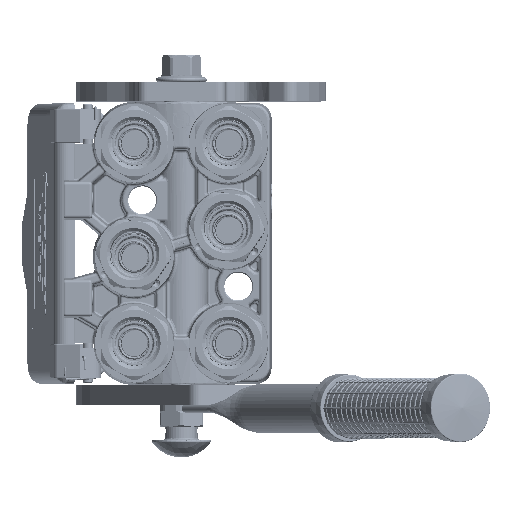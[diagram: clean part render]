
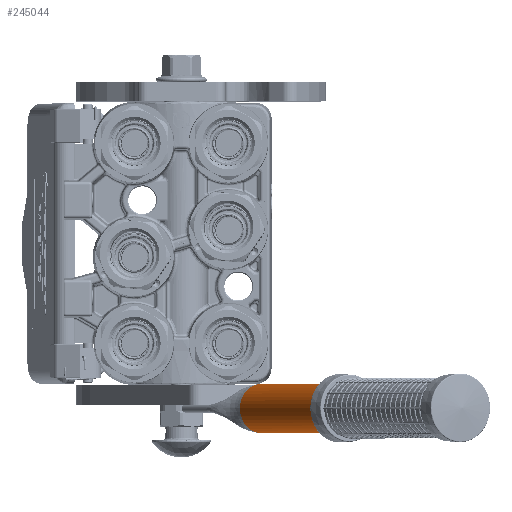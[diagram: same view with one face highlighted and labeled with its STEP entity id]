
A CAD part, top view. The second image highlights one B-rep face of the part: STEP entity #245044.
In plain terms, the highlighted cylindrical face has radius 12.5 mm (diameter 25 mm), a partial arc.
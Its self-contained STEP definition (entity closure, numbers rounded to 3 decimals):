
#1257 = CIRCLE ( 'NONE', #176826, 12.5 ) ;
#1920 = CARTESIAN_POINT ( 'NONE',  ( 12.499, 0.235, 0.221 ) ) ;
#3578 = DIRECTION ( 'NONE',  ( 1., 0., 0. ) ) ;
#5211 = EDGE_CURVE ( 'NONE', #167988, #43253, #184839, .T. ) ;
#8342 = EDGE_CURVE ( 'NONE', #246693, #86681, #155594, .T. ) ;
#13811 = CYLINDRICAL_SURFACE ( 'NONE', #248256, 12.5 ) ;
#16782 = CARTESIAN_POINT ( 'NONE',  ( -12.426, 0., 1.36 ) ) ;
#23794 = CARTESIAN_POINT ( 'NONE',  ( 0., 0., 0. ) ) ;
#24837 = EDGE_CURVE ( 'NONE', #66555, #127884, #258422, .T. ) ;
#30779 = DIRECTION ( 'NONE',  ( 0., 1., 0. ) ) ;
#34520 = ORIENTED_EDGE ( 'NONE', *, *, #147259, .T. ) ;
#38614 = CARTESIAN_POINT ( 'NONE',  ( -12.441, 0.049, 1.219 ) ) ;
#39621 = CARTESIAN_POINT ( 'NONE',  ( 12.482, 0.18, 0.676 ) ) ;
#41322 = CARTESIAN_POINT ( 'NONE',  ( 12.481, 0.178, 0.683 ) ) ;
#43253 = VERTEX_POINT ( 'NONE', #66001 ) ;
#45087 = EDGE_LOOP ( 'NONE', ( #245344, #69363, #133450, #253955, #175435, #34520, #72489 ) ) ;
#50030 = DIRECTION ( 'NONE',  ( -0.994, 0., 0.109 ) ) ;
#59581 = CARTESIAN_POINT ( 'NONE',  ( -12.461, 0.114, 0.981 ) ) ;
#59743 = CARTESIAN_POINT ( 'NONE',  ( 12.472, 0.146, 0.859 ) ) ;
#60589 = CARTESIAN_POINT ( 'NONE',  ( 12.5, 0.24, 0.108 ) ) ;
#61460 = CARTESIAN_POINT ( 'NONE',  ( 12.482, 0.182, 0.665 ) ) ;
#66001 = CARTESIAN_POINT ( 'NONE',  ( 0., 0., 12.5 ) ) ;
#66555 = VERTEX_POINT ( 'NONE', #247887 ) ;
#68046 = AXIS2_PLACEMENT_3D ( 'NONE', #252464, #230596, #189459 ) ;
#69363 = ORIENTED_EDGE ( 'NONE', *, *, #124498, .F. ) ;
#72489 = ORIENTED_EDGE ( 'NONE', *, *, #24837, .F. ) ;
#73735 = CARTESIAN_POINT ( 'NONE',  ( -12.5, 0.24, 0. ) ) ;
#77070 = CARTESIAN_POINT ( 'NONE',  ( -12.464, 0.121, 0.953 ) ) ;
#79783 = CARTESIAN_POINT ( 'NONE',  ( 12.484, 0.186, 0.638 ) ) ;
#80624 = CARTESIAN_POINT ( 'NONE',  ( 0., 0., 0. ) ) ;
#80647 = CARTESIAN_POINT ( 'NONE',  ( 12.456, 0.096, 1.087 ) ) ;
#83218 = CARTESIAN_POINT ( 'NONE',  ( 12.492, 0.214, 0.452 ) ) ;
#86681 = VERTEX_POINT ( 'NONE', #153568 ) ;
#87349 = CARTESIAN_POINT ( 'NONE',  ( -12.426, 0., 1.36 ) ) ;
#95468 = CARTESIAN_POINT ( 'NONE',  ( -12.5, 0.24, 0. ) ) ;
#97460 = DIRECTION ( 'NONE',  ( 0., 1., 0. ) ) ;
#98927 = CARTESIAN_POINT ( 'NONE',  ( -12.467, 0.131, 0.91 ) ) ;
#103696 = CIRCLE ( 'NONE', #68046, 12.5 ) ;
#111325 = CARTESIAN_POINT ( 'NONE',  ( 12.5, 0.24, 0. ) ) ;
#118127 = CARTESIAN_POINT ( 'NONE',  ( -12.468, 0.136, 0.889 ) ) ;
#122540 = DIRECTION ( 'NONE',  ( 0., 1., 0. ) ) ;
#123498 = VERTEX_POINT ( 'NONE', #133319 ) ;
#124498 = EDGE_CURVE ( 'NONE', #86681, #123498, #103696, .T. ) ;
#127884 = VERTEX_POINT ( 'NONE', #141024 ) ;
#131412 = DIRECTION ( 'NONE',  ( 0., 1., 0. ) ) ;
#131889 = CARTESIAN_POINT ( 'NONE',  ( -12.5, 0.24, 0. ) ) ;
#133319 = CARTESIAN_POINT ( 'NONE',  ( 12.5, 198., 0. ) ) ;
#133450 = ORIENTED_EDGE ( 'NONE', *, *, #8342, .F. ) ;
#138460 = EDGE_CURVE ( 'NONE', #66555, #123498, #218123, .T. ) ;
#139115 = CARTESIAN_POINT ( 'NONE',  ( -12.452, 0.083, 1.1 ) ) ;
#140997 = CARTESIAN_POINT ( 'NONE',  ( 12.486, 0.195, 0.586 ) ) ;
#141024 = CARTESIAN_POINT ( 'NONE',  ( 12.426, 0., 1.36 ) ) ;
#147259 = EDGE_CURVE ( 'NONE', #43253, #127884, #1257, .T. ) ;
#150200 = B_SPLINE_CURVE_WITH_KNOTS ( 'NONE', 3,
 ( #16782, #38614, #139115, #59581, #77070, #237907, #156614, #98927, #118127, #198422, #175753, #179190, #218597, #195834, #238757, #95468 ),
 .UNSPECIFIED., .F., .F.,
 ( 4, 2, 1, 2, 2, 1, 2, 2, 4 ),
 ( 0., 0.25, 0.312, 0.328, 0.344, 0.375, 0.437, 0.5, 1. ),
 .UNSPECIFIED. ) ;
#151371 = CARTESIAN_POINT ( 'NONE',  ( 0., 0., 0. ) ) ;
#151498 = FACE_OUTER_BOUND ( 'NONE', #45087, .T. ) ;
#153568 = CARTESIAN_POINT ( 'NONE',  ( -12.5, 198., 0. ) ) ;
#155594 = LINE ( 'NONE', #131889, #199107 ) ;
#156614 = CARTESIAN_POINT ( 'NONE',  ( -12.466, 0.13, 0.917 ) ) ;
#159363 = CARTESIAN_POINT ( 'NONE',  ( 12.488, 0.202, 0.541 ) ) ;
#161952 = CARTESIAN_POINT ( 'NONE',  ( 12.5, 0.24, 0. ) ) ;
#167988 = VERTEX_POINT ( 'NONE', #87349 ) ;
#175435 = ORIENTED_EDGE ( 'NONE', *, *, #5211, .T. ) ;
#175753 = CARTESIAN_POINT ( 'NONE',  ( -12.474, 0.155, 0.804 ) ) ;
#176826 = AXIS2_PLACEMENT_3D ( 'NONE', #151371, #30779, #50030 ) ;
#179190 = CARTESIAN_POINT ( 'NONE',  ( -12.478, 0.167, 0.748 ) ) ;
#182741 = DIRECTION ( 'NONE',  ( 0., -1., 0. ) ) ;
#184323 = EDGE_CURVE ( 'NONE', #167988, #246693, #150200, .T. ) ;
#184839 = CIRCLE ( 'NONE', #220562, 12.5 ) ;
#186743 = VECTOR ( 'NONE', #131412, 1000. ) ;
#189459 = DIRECTION ( 'NONE',  ( -1., 0., 0. ) ) ;
#195834 = CARTESIAN_POINT ( 'NONE',  ( -12.494, 0.221, 0.449 ) ) ;
#198422 = CARTESIAN_POINT ( 'NONE',  ( -12.471, 0.146, 0.847 ) ) ;
#199107 = VECTOR ( 'NONE', #97460, 1000. ) ;
#199426 = DIRECTION ( 'NONE',  ( -0.994, 0., 0.109 ) ) ;
#200290 = CARTESIAN_POINT ( 'NONE',  ( 12.494, 0.22, 0.394 ) ) ;
#202051 = CARTESIAN_POINT ( 'NONE',  ( 12.481, 0.178, 0.688 ) ) ;
#218123 = LINE ( 'NONE', #111325, #186743 ) ;
#218597 = CARTESIAN_POINT ( 'NONE',  ( -12.479, 0.172, 0.721 ) ) ;
#220562 = AXIS2_PLACEMENT_3D ( 'NONE', #80624, #122540, #199426 ) ;
#230596 = DIRECTION ( 'NONE',  ( 0., 1., 0. ) ) ;
#237907 = CARTESIAN_POINT ( 'NONE',  ( -12.466, 0.127, 0.927 ) ) ;
#238757 = CARTESIAN_POINT ( 'NONE',  ( -12.5, 0.24, 0.216 ) ) ;
#242357 = CARTESIAN_POINT ( 'NONE',  ( 12.426, 0., 1.36 ) ) ;
#245044 = ADVANCED_FACE ( 'NONE', ( #151498 ), #13811, .T. ) ;
#245344 = ORIENTED_EDGE ( 'NONE', *, *, #138460, .T. ) ;
#246693 = VERTEX_POINT ( 'NONE', #73735 ) ;
#247887 = CARTESIAN_POINT ( 'NONE',  ( 12.5, 0.24, 0. ) ) ;
#248256 = AXIS2_PLACEMENT_3D ( 'NONE', #23794, #182741, #3578 ) ;
#252464 = CARTESIAN_POINT ( 'NONE',  ( 0., 198., 0. ) ) ;
#253955 = ORIENTED_EDGE ( 'NONE', *, *, #184323, .F. ) ;
#258422 = B_SPLINE_CURVE_WITH_KNOTS ( 'NONE', 3,
 ( #161952, #60589, #1920, #200290, #83218, #159363, #140997, #79783, #61460, #39621, #41322, #202051, #59743, #80647, #242357 ),
 .UNSPECIFIED., .F., .F.,
 ( 4, 2, 2, 1, 1, 1, 2, 2, 4 ),
 ( 0., 0.25, 0.375, 0.437, 0.469, 0.484, 0.492, 0.5, 1. ),
 .UNSPECIFIED. ) ;
